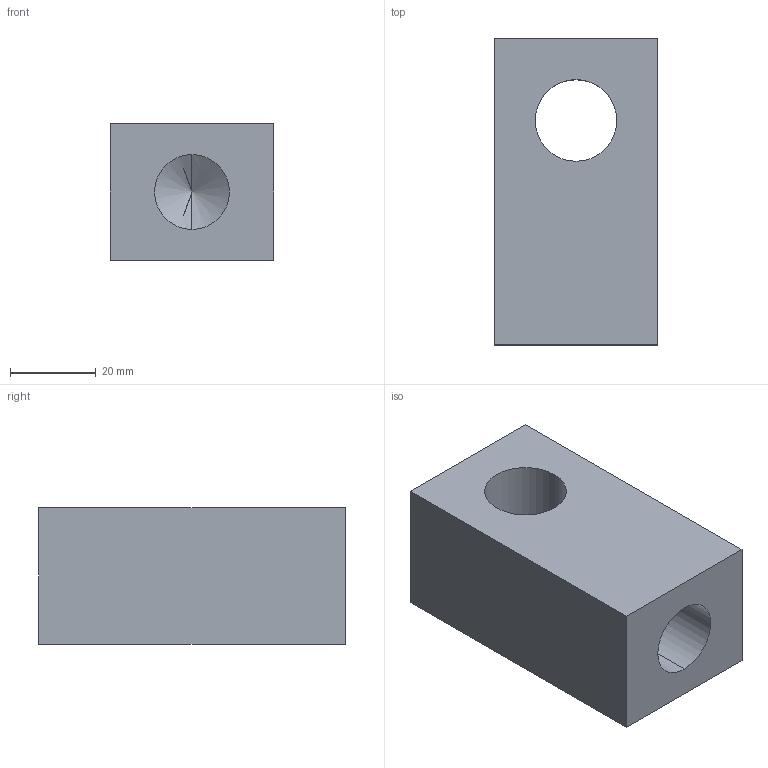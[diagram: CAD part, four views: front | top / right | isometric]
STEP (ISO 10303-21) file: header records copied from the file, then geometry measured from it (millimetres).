
FILE_DESCRIPTION (( 'STEP AP214' ), '1' );
FILE_NAME ('DRE-2.step', '2016-03-01T19:02:52', ( '' ), ( '' ), 'SwSTEP 2.0', 'SolidWorks 2015', '' );
FILE_SCHEMA (( 'AUTOMOTIVE_DESIGN' ));
Length unit declared in the file: inch
Products named in the file (1): DRE-2
Bounding box: 38.1 x 71.44 x 31.75 mm (x, y, z)
Volume: 68963.6 mm3; surface area: 15598.1 mm2
Topology: 1 solids, 1 shells, 12 faces, 28 edges, 17 vertices
Faces by surface type: plane 6, cylinder 4, cone 2
Entity records: 530 total; most frequent: DIRECTION 60, CARTESIAN_POINT 56, ORIENTED_EDGE 52, EDGE_CURVE 26, AXIS2_PLACEMENT_3D 21, VECTOR 18, LINE 18, VERTEX_POINT 17
